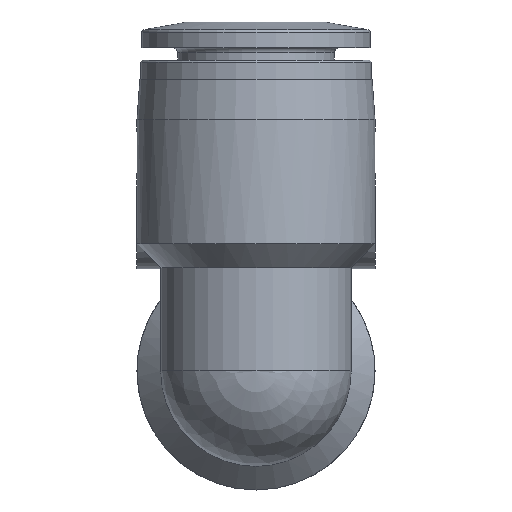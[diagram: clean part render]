
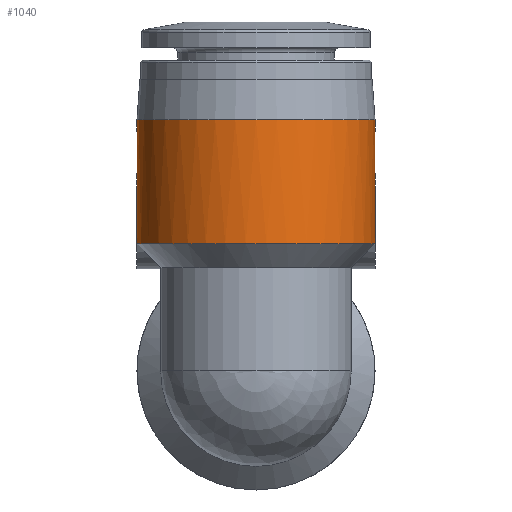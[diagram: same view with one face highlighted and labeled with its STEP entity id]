
A CAD part, left-side view. The second image highlights one B-rep face of the part: STEP entity #1040.
In plain terms, the highlighted cylindrical face has radius 8.75 mm (diameter 17.5 mm), a full revolution.
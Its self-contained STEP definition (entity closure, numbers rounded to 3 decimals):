
#54=LINE('',#1513,#66);
#55=LINE('',#1530,#67);
#66=VECTOR('',#1229,1000.);
#67=VECTOR('',#1230,1000.);
#85=B_SPLINE_CURVE_WITH_KNOTS('',3,(#1507,#1508,#1509,#1510),
 .UNSPECIFIED.,.F.,.F.,(4,4),(0.,0.001),.UNSPECIFIED.);
#86=B_SPLINE_CURVE_WITH_KNOTS('',3,(#1515,#1516,#1517,#1518,#1519,#1520,
#1521),.UNSPECIFIED.,.F.,.F.,(4,1,1,1,4),(0.004,0.005,
0.006,0.007,0.008),
 .UNSPECIFIED.);
#87=B_SPLINE_CURVE_WITH_KNOTS('',3,(#1522,#1523,#1524,#1525,#1526,#1527,
#1528),.UNSPECIFIED.,.F.,.F.,(4,1,1,1,4),(0.016,0.017,
0.018,0.019,0.02),.UNSPECIFIED.);
#88=B_SPLINE_CURVE_WITH_KNOTS('',3,(#1532,#1533,#1534,#1535),
 .UNSPECIFIED.,.F.,.F.,(4,4),(0.007,0.007),
 .UNSPECIFIED.);
#89=B_SPLINE_CURVE_WITH_KNOTS('',3,(#1537,#1538,#1539,#1540,#1541),
 .UNSPECIFIED.,.F.,.F.,(4,1,4),(0.009,0.012,
0.015),.UNSPECIFIED.);
#115=ORIENTED_EDGE('',*,*,#285,.F.);
#116=ORIENTED_EDGE('',*,*,#286,.F.);
#117=ORIENTED_EDGE('',*,*,#287,.T.);
#118=ORIENTED_EDGE('',*,*,#288,.F.);
#119=ORIENTED_EDGE('',*,*,#284,.T.);
#120=ORIENTED_EDGE('',*,*,#289,.F.);
#121=ORIENTED_EDGE('',*,*,#290,.F.);
#122=ORIENTED_EDGE('',*,*,#291,.F.);
#123=ORIENTED_EDGE('',*,*,#292,.F.);
#284=EDGE_CURVE('',#365,#369,#425,.T.);
#285=EDGE_CURVE('',#370,#370,#426,.T.);
#286=EDGE_CURVE('',#371,#372,#85,.T.);
#287=EDGE_CURVE('',#371,#373,#54,.F.);
#288=EDGE_CURVE('',#365,#373,#86,.T.);
#289=EDGE_CURVE('',#374,#369,#87,.T.);
#290=EDGE_CURVE('',#375,#374,#55,.F.);
#291=EDGE_CURVE('',#376,#375,#88,.T.);
#292=EDGE_CURVE('',#372,#376,#89,.T.);
#365=VERTEX_POINT('',#1485);
#369=VERTEX_POINT('',#1502);
#370=VERTEX_POINT('',#1506);
#371=VERTEX_POINT('',#1511);
#372=VERTEX_POINT('',#1512);
#373=VERTEX_POINT('',#1514);
#374=VERTEX_POINT('',#1529);
#375=VERTEX_POINT('',#1531);
#376=VERTEX_POINT('',#1536);
#425=CIRCLE('',#1103,8.75);
#426=CIRCLE('',#1105,8.75);
#477=EDGE_LOOP('',(#115));
#478=EDGE_LOOP('',(#116,#117,#118,#119,#120,#121,#122,#123));
#566=FACE_BOUND('',#477,.T.);
#567=FACE_BOUND('',#478,.T.);
#652=CYLINDRICAL_SURFACE('',#1104,8.75);
#1040=ADVANCED_FACE('',(#566,#567),#652,.T.);
#1103=AXIS2_PLACEMENT_3D('',#1503,#1223,#1224);
#1104=AXIS2_PLACEMENT_3D('',#1504,#1225,#1226);
#1105=AXIS2_PLACEMENT_3D('',#1505,#1227,#1228);
#1223=DIRECTION('',(0.,0.,1.));
#1224=DIRECTION('',(1.,0.,0.));
#1225=DIRECTION('',(0.,0.,1.));
#1226=DIRECTION('',(1.,0.,0.));
#1227=DIRECTION('',(0.,0.,1.));
#1228=DIRECTION('',(1.,0.,0.));
#1229=DIRECTION('',(0.,0.,1.));
#1230=DIRECTION('',(0.,0.,1.));
#1485=CARTESIAN_POINT('',(7.913,3.734,9.35));
#1502=CARTESIAN_POINT('',(7.913,-3.734,9.35));
#1503=CARTESIAN_POINT('',(0.,0.,9.35));
#1504=CARTESIAN_POINT('',(0.,0.,25.65));
#1505=CARTESIAN_POINT('',(0.,0.,18.45));
#1506=CARTESIAN_POINT('',(8.75,0.,18.45));
#1507=CARTESIAN_POINT('',(8.02,3.5,13.33));
#1508=CARTESIAN_POINT('',(8.108,3.296,13.276));
#1509=CARTESIAN_POINT('',(8.189,3.09,13.227));
#1510=CARTESIAN_POINT('',(8.262,2.88,13.181));
#1511=CARTESIAN_POINT('',(8.02,3.5,13.33));
#1512=CARTESIAN_POINT('',(8.262,2.88,13.181));
#1513=CARTESIAN_POINT('',(8.02,3.5,25.65));
#1514=CARTESIAN_POINT('',(8.02,3.5,12.835));
#1515=CARTESIAN_POINT('',(7.913,3.734,9.35));
#1516=CARTESIAN_POINT('',(7.797,3.98,9.567));
#1517=CARTESIAN_POINT('',(7.569,4.398,10.102));
#1518=CARTESIAN_POINT('',(7.448,4.591,11.166));
#1519=CARTESIAN_POINT('',(7.661,4.243,12.178));
#1520=CARTESIAN_POINT('',(7.903,3.766,12.646));
#1521=CARTESIAN_POINT('',(8.02,3.5,12.835));
#1522=CARTESIAN_POINT('',(8.02,-3.5,12.835));
#1523=CARTESIAN_POINT('',(7.902,-3.769,12.644));
#1524=CARTESIAN_POINT('',(7.661,-4.242,12.176));
#1525=CARTESIAN_POINT('',(7.448,-4.591,11.172));
#1526=CARTESIAN_POINT('',(7.569,-4.398,10.1));
#1527=CARTESIAN_POINT('',(7.797,-3.98,9.567));
#1528=CARTESIAN_POINT('',(7.913,-3.734,9.35));
#1529=CARTESIAN_POINT('',(8.02,-3.5,12.835));
#1530=CARTESIAN_POINT('',(8.02,-3.5,25.65));
#1531=CARTESIAN_POINT('',(8.02,-3.5,13.33));
#1532=CARTESIAN_POINT('',(8.262,-2.88,13.181));
#1533=CARTESIAN_POINT('',(8.189,-3.09,13.227));
#1534=CARTESIAN_POINT('',(8.108,-3.296,13.276));
#1535=CARTESIAN_POINT('',(8.02,-3.5,13.33));
#1536=CARTESIAN_POINT('',(8.262,-2.88,13.181));
#1537=CARTESIAN_POINT('',(8.262,2.88,13.181));
#1538=CARTESIAN_POINT('',(8.567,2.008,13.563));
#1539=CARTESIAN_POINT('',(8.933,0.002,13.799));
#1540=CARTESIAN_POINT('',(8.567,-2.007,13.563));
#1541=CARTESIAN_POINT('',(8.262,-2.88,13.181));
